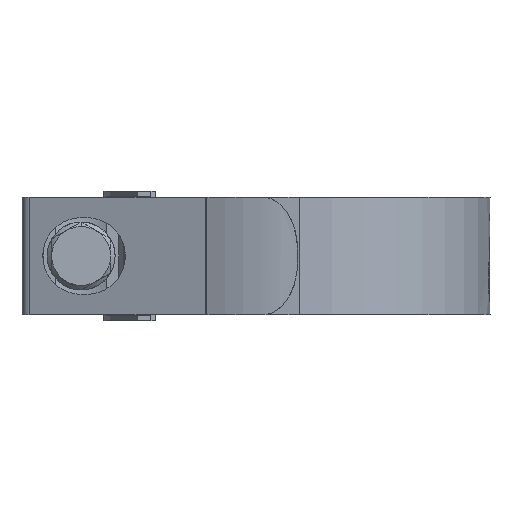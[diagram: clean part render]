
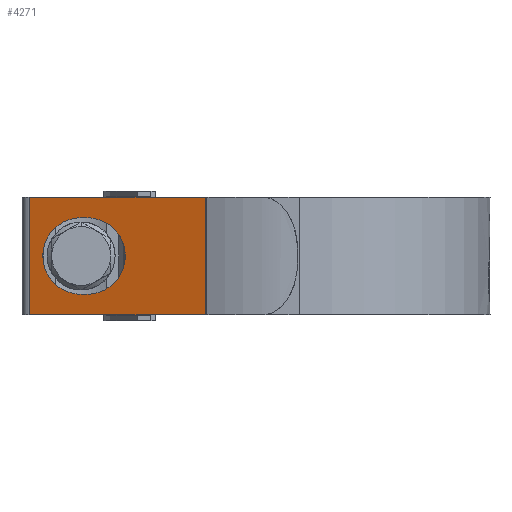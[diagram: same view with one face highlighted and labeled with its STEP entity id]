
A CAD part, left-side view. The second image highlights one B-rep face of the part: STEP entity #4271.
In plain terms, the highlighted planar face has unit normal (-0.942, 0.337, 0).
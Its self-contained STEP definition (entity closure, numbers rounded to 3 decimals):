
#1005 = DIRECTION ( 'NONE',  ( 0., 0., -1. ) ) ;
#1262 = CARTESIAN_POINT ( 'NONE',  ( -22.184, 36.06, -6.5 ) ) ;
#1553 = ORIENTED_EDGE ( 'NONE', *, *, #25139, .F. ) ;
#1750 = LINE ( 'NONE', #18595, #35837 ) ;
#2035 =( BOUNDED_CURVE ( )  B_SPLINE_CURVE ( 3, ( #13785, #36013, #22247, #5214 ),
 .UNSPECIFIED., .F., .F. ) 
 B_SPLINE_CURVE_WITH_KNOTS ( ( 4, 4 ),
 ( 1.571, 4.712 ),
 .UNSPECIFIED. ) 
 CURVE ( )  GEOMETRIC_REPRESENTATION_ITEM ( )  RATIONAL_B_SPLINE_CURVE ( ( 1., 0.333, 0.333, 1. ) ) 
 REPRESENTATION_ITEM ( '' )  );
#2115 = CARTESIAN_POINT ( 'NONE',  ( -26.83, 23.06, -6.5 ) ) ;
#2335 = EDGE_CURVE ( 'NONE', #27123, #13962, #34232, .T. ) ;
#3457 = CARTESIAN_POINT ( 'NONE',  ( -21.826, 37.06, -6.5 ) ) ;
#3687 = DIRECTION ( 'NONE',  ( -0.337, -0.942, 0. ) ) ;
#3890 = VERTEX_POINT ( 'NONE', #3457 ) ;
#4271 = ADVANCED_FACE ( 'NONE', ( #12081, #28634 ), #6610, .F. ) ;
#5033 = CARTESIAN_POINT ( 'NONE',  ( -29.373, 15.946, 10. ) ) ;
#5214 = CARTESIAN_POINT ( 'NONE',  ( -21.826, 37.06, -6.5 ) ) ;
#6170 = CARTESIAN_POINT ( 'NONE',  ( -29.373, 15.946, -10. ) ) ;
#6430 = CARTESIAN_POINT ( 'NONE',  ( -29.373, 15.946, 10. ) ) ;
#6610 = PLANE ( 'NONE',  #7482 ) ;
#7482 = AXIS2_PLACEMENT_3D ( 'NONE', #6430, #18122, #17772 ) ;
#7922 = EDGE_CURVE ( 'NONE', #23777, #27123, #17182, .T. ) ;
#8087 = ORIENTED_EDGE ( 'NONE', *, *, #2335, .T. ) ;
#8089 = ORIENTED_EDGE ( 'NONE', *, *, #14980, .F. ) ;
#8208 = EDGE_CURVE ( 'NONE', #30844, #18096, #20431, .T. ) ;
#8226 = ORIENTED_EDGE ( 'NONE', *, *, #8208, .F. ) ;
#8291 = EDGE_CURVE ( 'NONE', #3890, #30844, #35678, .T. ) ;
#8568 = EDGE_LOOP ( 'NONE', ( #8226, #30425, #1553, #12244 ) ) ;
#9242 = CARTESIAN_POINT ( 'NONE',  ( -18.689, 45.837, -10. ) ) ;
#11908 = CARTESIAN_POINT ( 'NONE',  ( -29.373, 15.946, 10. ) ) ;
#12081 = FACE_OUTER_BOUND ( 'NONE', #27192, .T. ) ;
#12244 = ORIENTED_EDGE ( 'NONE', *, *, #18334, .F. ) ;
#12722 = CARTESIAN_POINT ( 'NONE',  ( -29.373, 15.946, -6.5 ) ) ;
#13785 = CARTESIAN_POINT ( 'NONE',  ( -21.826, 37.06, 6.5 ) ) ;
#13962 = VERTEX_POINT ( 'NONE', #34907 ) ;
#14774 = CARTESIAN_POINT ( 'NONE',  ( -18.689, 45.837, 10. ) ) ;
#14980 = EDGE_CURVE ( 'NONE', #25101, #13962, #32185, .T. ) ;
#17182 = LINE ( 'NONE', #28411, #25093 ) ;
#17772 = DIRECTION ( 'NONE',  ( 0.337, 0.942, 0. ) ) ;
#17848 = ORIENTED_EDGE ( 'NONE', *, *, #7922, .T. ) ;
#18096 = VERTEX_POINT ( 'NONE', #23026 ) ;
#18122 = DIRECTION ( 'NONE',  ( 0.942, -0.337, 0. ) ) ;
#18334 = EDGE_CURVE ( 'NONE', #18096, #26307, #1750, .T. ) ;
#18595 = CARTESIAN_POINT ( 'NONE',  ( -29.373, 15.946, 6.5 ) ) ;
#19584 = EDGE_CURVE ( 'NONE', #23777, #25101, #22574, .T. ) ;
#19905 = DIRECTION ( 'NONE',  ( -0.337, -0.942, 0. ) ) ;
#20431 =( BOUNDED_CURVE ( )  B_SPLINE_CURVE ( 3, ( #26685, #2115, #21547, #27068 ),
 .UNSPECIFIED., .F., .F. ) 
 B_SPLINE_CURVE_WITH_KNOTS ( ( 4, 4 ),
 ( 4.712, 7.854 ),
 .UNSPECIFIED. ) 
 CURVE ( )  GEOMETRIC_REPRESENTATION_ITEM ( )  RATIONAL_B_SPLINE_CURVE ( ( 1., 0.333, 0.333, 1. ) ) 
 REPRESENTATION_ITEM ( '' )  );
#20959 = CARTESIAN_POINT ( 'NONE',  ( -29.373, 15.946, 10. ) ) ;
#21359 = DIRECTION ( 'NONE',  ( 0.337, 0.942, 0. ) ) ;
#21547 = CARTESIAN_POINT ( 'NONE',  ( -26.83, 23.06, 6.5 ) ) ;
#21699 = VECTOR ( 'NONE', #24477, 1000. ) ;
#22247 = CARTESIAN_POINT ( 'NONE',  ( -17.179, 50.06, -6.5 ) ) ;
#22574 = LINE ( 'NONE', #11908, #31765 ) ;
#23026 = CARTESIAN_POINT ( 'NONE',  ( -22.184, 36.06, 6.5 ) ) ;
#23584 = CARTESIAN_POINT ( 'NONE',  ( -21.826, 37.06, 6.5 ) ) ;
#23777 = VERTEX_POINT ( 'NONE', #14774 ) ;
#24477 = DIRECTION ( 'NONE',  ( -0.337, -0.942, 0. ) ) ;
#25093 = VECTOR ( 'NONE', #25826, 1000. ) ;
#25101 = VERTEX_POINT ( 'NONE', #5033 ) ;
#25139 = EDGE_CURVE ( 'NONE', #26307, #3890, #2035, .T. ) ;
#25826 = DIRECTION ( 'NONE',  ( 0., 0., -1. ) ) ;
#26307 = VERTEX_POINT ( 'NONE', #23584 ) ;
#26685 = CARTESIAN_POINT ( 'NONE',  ( -22.184, 36.06, -6.5 ) ) ;
#27068 = CARTESIAN_POINT ( 'NONE',  ( -22.184, 36.06, 6.5 ) ) ;
#27123 = VERTEX_POINT ( 'NONE', #9242 ) ;
#27192 = EDGE_LOOP ( 'NONE', ( #8087, #8089, #33311, #17848 ) ) ;
#28411 = CARTESIAN_POINT ( 'NONE',  ( -18.689, 45.837, 10. ) ) ;
#28634 = FACE_BOUND ( 'NONE', #8568, .T. ) ;
#30425 = ORIENTED_EDGE ( 'NONE', *, *, #8291, .F. ) ;
#30844 = VERTEX_POINT ( 'NONE', #1262 ) ;
#31679 = VECTOR ( 'NONE', #1005, 1000. ) ;
#31765 = VECTOR ( 'NONE', #3687, 1000. ) ;
#32185 = LINE ( 'NONE', #20959, #31679 ) ;
#33311 = ORIENTED_EDGE ( 'NONE', *, *, #19584, .F. ) ;
#34232 = LINE ( 'NONE', #6170, #36158 ) ;
#34907 = CARTESIAN_POINT ( 'NONE',  ( -29.373, 15.946, -10. ) ) ;
#35678 = LINE ( 'NONE', #12722, #21699 ) ;
#35837 = VECTOR ( 'NONE', #21359, 1000. ) ;
#36013 = CARTESIAN_POINT ( 'NONE',  ( -17.179, 50.06, 6.5 ) ) ;
#36158 = VECTOR ( 'NONE', #19905, 1000. ) ;
